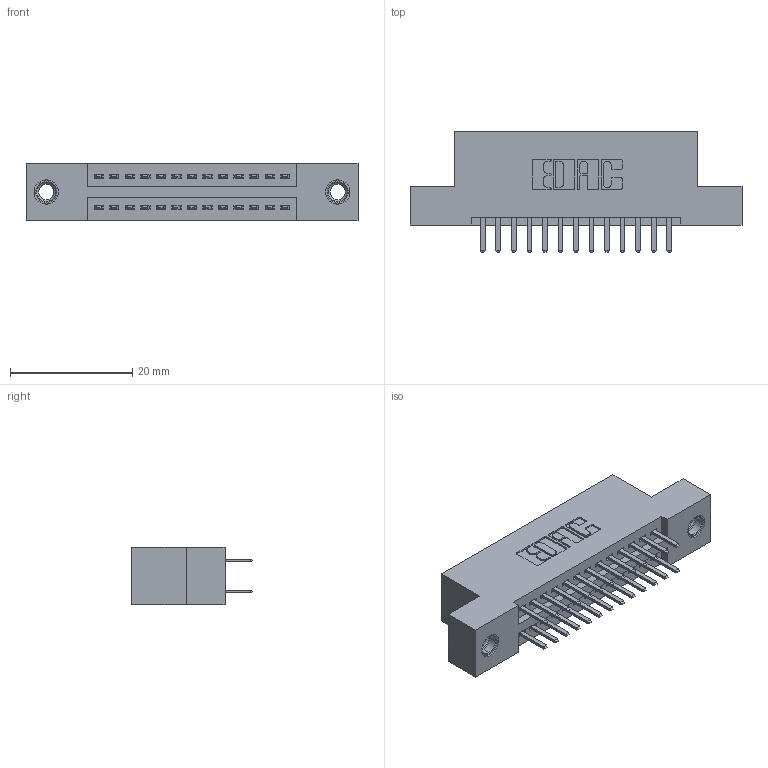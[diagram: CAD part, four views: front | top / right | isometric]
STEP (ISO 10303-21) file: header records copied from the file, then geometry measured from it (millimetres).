
FILE_DESCRIPTION (( 'STEP AP203' ), '1' );
FILE_NAME ('345-026-520-207.STEP', '2019-10-27T18:26:44', ( '' ), ( '' ), 'SwSTEP 2.0', 'SolidWorks 2016', '' );
FILE_SCHEMA (( 'CONFIG_CONTROL_DESIGN' ));
Length unit declared in the file: inch
Products named in the file (4): 345-026-520-207; 345-250-001_345-250-005-103; 345-292-001_345-293-120; 345 Part_Flush Mounting Lugs - 0.156 Dia-TI
Assembly tree (29 placements, depth 2):
  345-026-520-207
    345 Part_Flush Mounting Lugs - 0.156 Dia-TI
    345-292-001_345-293-120  x26
    345-250-001_345-250-005-103  x2
Bounding box: 54.23 x 19.68 x 9.4 mm (x, y, z)
Volume: 4973.7 mm3; surface area: 6793.9 mm2
Topology: 29 solids, 29 shells, 1590 faces, 4559 edges, 2962 vertices
Faces by surface type: plane 1022, cylinder 552, cone 12, torus 4
Entity records: 15404 total; most frequent: CARTESIAN_POINT 2603, ORIENTED_EDGE 2518, DIRECTION 2345, EDGE_CURVE 1259, VECTOR 1051, LINE 1051, VERTEX_POINT 832, AXIS2_PLACEMENT_3D 647
